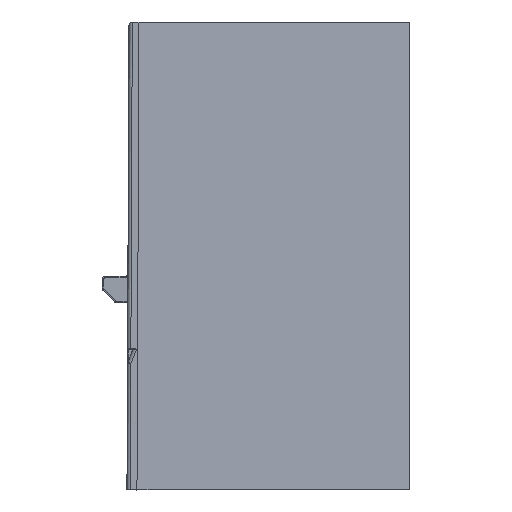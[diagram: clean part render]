
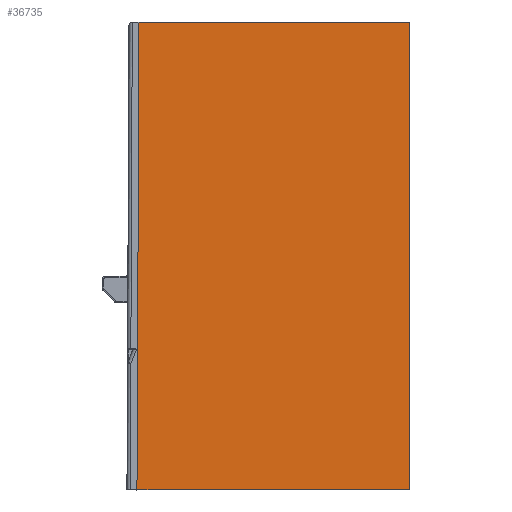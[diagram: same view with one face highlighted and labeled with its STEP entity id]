
A CAD part, left-side view. The second image highlights one B-rep face of the part: STEP entity #36735.
In plain terms, the highlighted planar face has unit normal (-1, 0, 0.004).
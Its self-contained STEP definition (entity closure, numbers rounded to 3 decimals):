
#3515=DIRECTION('',(0.,-1.,0.));
#3516=VECTOR('',#3515,4.805);
#3517=CARTESIAN_POINT('',(-91.749,40.805,
-70.001));
#3518=LINE('',#3517,#3516);
#3522=DIRECTION('',(0.,1.,0.));
#3523=VECTOR('',#3522,36.);
#3524=CARTESIAN_POINT('',(-91.75,0.,-70.));
#3525=LINE('',#3524,#3523);
#3529=DIRECTION('',(0.004,-0.004,1.));
#3530=VECTOR('',#3529,70.);
#3531=CARTESIAN_POINT('',(-91.749,40.805,
-70.001));
#3532=LINE('',#3531,#3530);
#3536=DIRECTION('',(0.,1.,0.));
#3537=VECTOR('',#3536,40.5);
#3538=CARTESIAN_POINT('',(-91.444,0.,0.));
#3539=LINE('',#3538,#3537);
#3959=DIRECTION('',(0.004,0.,1.));
#3960=VECTOR('',#3959,70.);
#3961=CARTESIAN_POINT('',(-91.75,0.,-70.));
#3962=LINE('',#3961,#3960);
#9611=CARTESIAN_POINT('',(-91.749,40.805,
-70.001));
#32534=CARTESIAN_POINT('',(-91.75,0.,-70.));
#32535=CARTESIAN_POINT('',(-91.75,36.,-70.));
#32536=VERTEX_POINT('',#32534);
#32537=VERTEX_POINT('',#32535);
#32766=VERTEX_POINT('',#9611);
#32783=CARTESIAN_POINT('',(-91.444,0.,0.));
#32784=CARTESIAN_POINT('',(-91.443,40.5,
-0.002));
#32785=VERTEX_POINT('',#32783);
#32786=VERTEX_POINT('',#32784);
#36720=CARTESIAN_POINT('',(-91.75,40.5,-70.));
#36721=DIRECTION('',(-1.,0.,0.004));
#36722=DIRECTION('',(0.004,0.,1.));
#36723=AXIS2_PLACEMENT_3D('',#36720,#36721,#36722);
#36724=PLANE('',#36723);
#36726=ORIENTED_EDGE('',*,*,#36725,.F.);
#36728=ORIENTED_EDGE('',*,*,#36727,.F.);
#36729=ORIENTED_EDGE('',*,*,#36410,.T.);
#36730=ORIENTED_EDGE('',*,*,#36688,.F.);
#36732=ORIENTED_EDGE('',*,*,#36731,.T.);
#36733=EDGE_LOOP('',(#36726,#36728,#36729,#36730,#36732));
#36734=FACE_OUTER_BOUND('',#36733,.F.);
#36410=EDGE_CURVE('',#32536,#32537,#3525,.T.);
#36688=EDGE_CURVE('',#32766,#32537,#3518,.T.);
#36725=EDGE_CURVE('',#32785,#32786,#3539,.T.);
#36727=EDGE_CURVE('',#32536,#32785,#3962,.T.);
#36731=EDGE_CURVE('',#32766,#32786,#3532,.T.);
#36735=ADVANCED_FACE('',(#36734),#36724,.T.);
